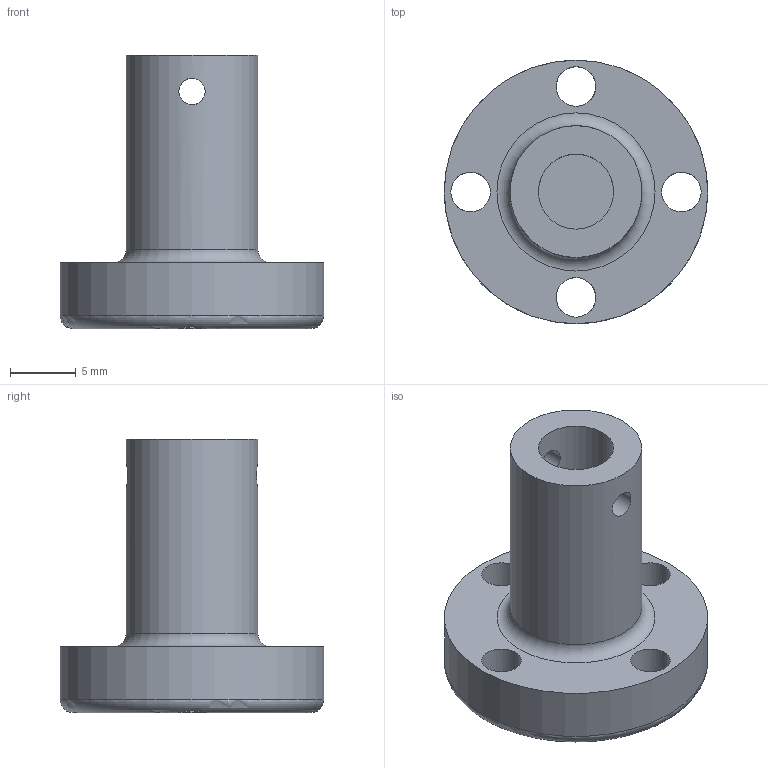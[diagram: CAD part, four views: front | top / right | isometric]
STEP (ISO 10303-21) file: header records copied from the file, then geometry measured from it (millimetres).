
FILE_DESCRIPTION(/* description */ (''),/* implementation_level */ '2;1');
FILE_NAME(/* name */ 'CranckCouplerFromServo_ipt_f0ec37c8.STEP',/* time_stamp */ '2021-10-31T17:04:21+02:00',/* author */ ('Mohamed Teleb'),/* organization */ (''),/* preprocessor_version */ 'ST-DEVELOPER v17',/* originating_system */ 'Autodesk Inventor 2019',/* authorisation */ '');
FILE_SCHEMA (('AUTOMOTIVE_DESIGN { 1 0 10303 214 3 1 1 }'));
Length unit declared in the file: millimetre
Products named in the file (1): CranckCouplerFromServo
Bounding box: 20 x 20 x 20.75 mm (x, y, z)
Volume: 2480.9 mm3; surface area: 1659.1 mm2
Topology: 1 solids, 1 shells, 15 faces, 45 edges, 30 vertices
Faces by surface type: cylinder 9, plane 4, torus 2
Full cylindrical faces by diameter (mm): 2 x2, 3 x4, 5.7 x1, 10 x1, 20 x1
Entity records: 794 total; most frequent: CARTESIAN_POINT 320, DIRECTION 91, ORIENTED_EDGE 90, EDGE_CURVE 45, AXIS2_PLACEMENT_3D 41, VERTEX_POINT 30, EDGE_LOOP 25, CIRCLE 25
